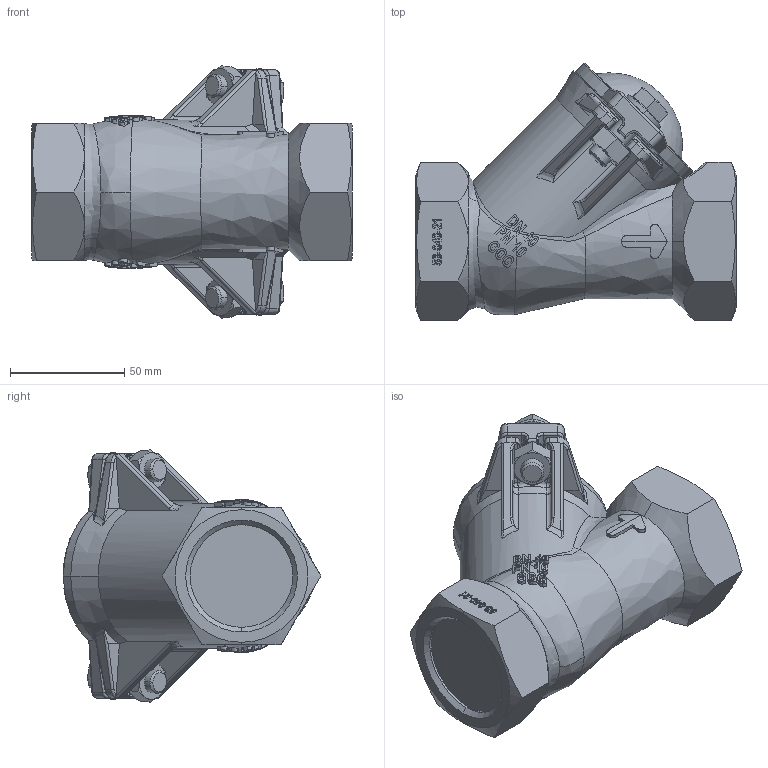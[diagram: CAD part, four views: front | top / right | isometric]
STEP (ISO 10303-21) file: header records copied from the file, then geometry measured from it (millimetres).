
FILE_DESCRIPTION (( 'STEP AP203' ), '1' );
FILE_NAME ('Outline drawing 53040309007.STEP', '2012-12-04T03:25:05', ( '' ), ( '' ), 'SwSTEP 2.0', 'SolidWorks 2012', '' );
FILE_SCHEMA (( 'CONFIG_CONTROL_DESIGN' ));
Length unit declared in the file: millimetre
Products named in the file (1): Outline drawing 53040309007
Bounding box: 140 x 112.57 x 110.27 mm (x, y, z)
Volume: 556713 mm3; surface area: 56914 mm2
Topology: 1 solids, 1 shells, 986 faces, 2613 edges, 1663 vertices
Faces by surface type: plane 391, bspline 355, cylinder 149, cone 49, torus 35, sphere 7
Entity records: 51186 total; most frequent: CARTESIAN_POINT 30175, ORIENTED_EDGE 5190, DIRECTION 3024, EDGE_CURVE 2595, VERTEX_POINT 1662, B_SPLINE_CURVE_WITH_KNOTS 1102, EDGE_LOOP 1045, AXIS2_PLACEMENT_3D 1015
